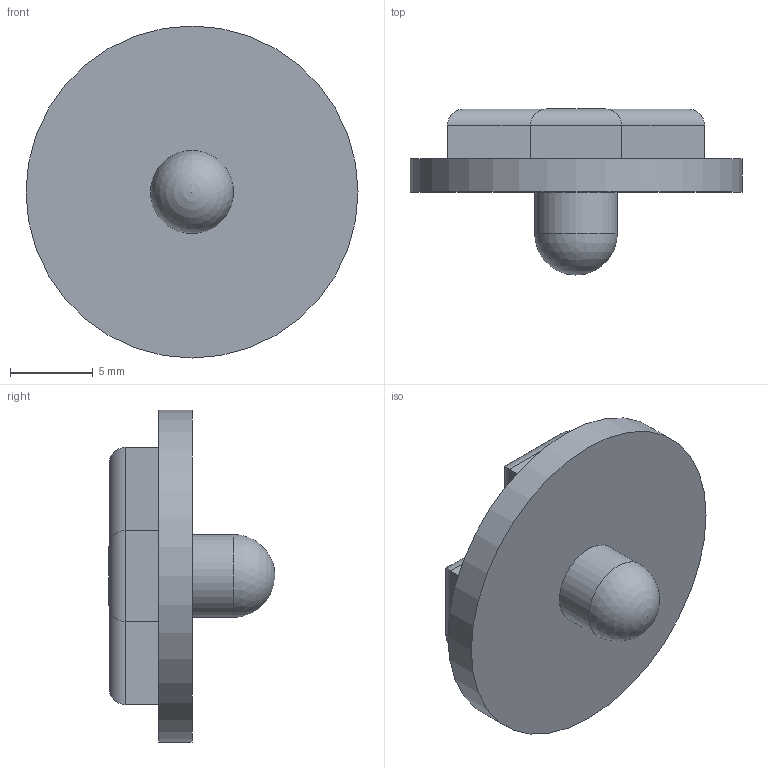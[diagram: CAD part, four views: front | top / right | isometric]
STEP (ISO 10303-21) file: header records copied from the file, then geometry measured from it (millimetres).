
FILE_DESCRIPTION(/* description */ (''),/* implementation_level */ '2;1');
FILE_NAME(/* name */ 'M5Fold_gamepad_cross_button v5.step',/* time_stamp */ '2022-09-03T04:46:41+09:00',/* author */ (''),/* organization */ (''),/* preprocessor_version */ 'ST-DEVELOPER v19',/* originating_system */ 'Autodesk Translation Framework v11.7.0.108',/* authorisation */ '');
FILE_SCHEMA (('AUTOMOTIVE_DESIGN { 1 0 10303 214 3 1 1 }'));
Length unit declared in the file: millimetre
Products named in the file (1): M5Fold_gamepad_cross_button
Bounding box: 20 x 10 x 20 mm (x, y, z)
Volume: 1118 mm3; surface area: 971.7 mm2
Topology: 1 solids, 1 shells, 30 faces, 69 edges, 42 vertices
Faces by surface type: plane 15, cylinder 14, sphere 1
Full cylindrical faces by diameter (mm): 5 x1, 20 x1
Entity records: 863 total; most frequent: DIRECTION 148, CARTESIAN_POINT 141, ORIENTED_EDGE 136, EDGE_CURVE 68, LINE 50, VECTOR 50, AXIS2_PLACEMENT_3D 49, VERTEX_POINT 42
